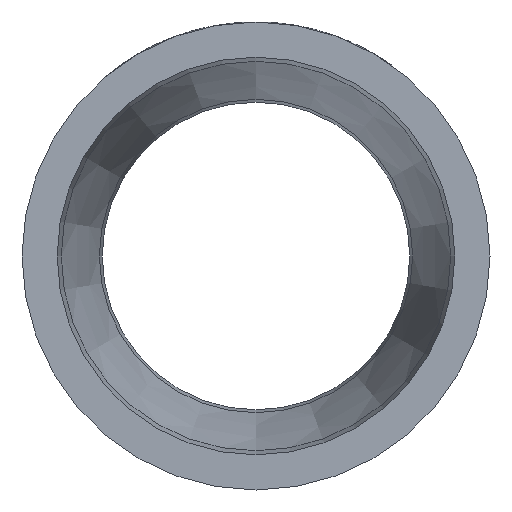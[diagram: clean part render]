
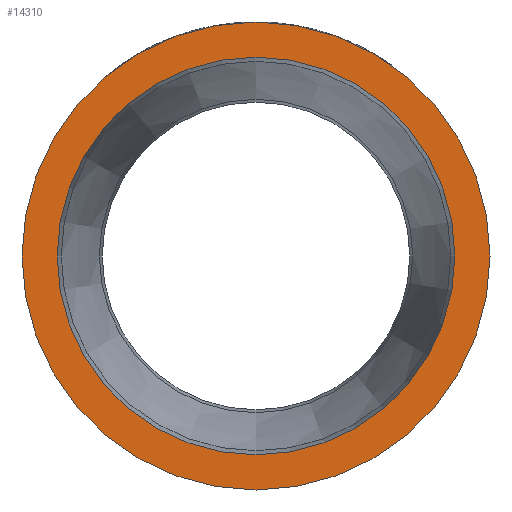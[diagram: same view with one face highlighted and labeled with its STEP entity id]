
A CAD part, front view. The second image highlights one B-rep face of the part: STEP entity #14310.
In plain terms, the highlighted planar face has unit normal (0, -1, 0).
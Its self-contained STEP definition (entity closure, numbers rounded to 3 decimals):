
#177 = CARTESIAN_POINT ( 'NONE',  ( -10.65, 0., 0. ) ) ;
#568 = EDGE_CURVE ( 'NONE', #13064, #13064, #833, .T. ) ;
#833 = CIRCLE ( 'NONE', #3542, 9.05 ) ;
#3460 = EDGE_CURVE ( 'NONE', #15116, #15116, #13596, .T. ) ;
#3542 = AXIS2_PLACEMENT_3D ( 'NONE', #15049, #4546, #9271 ) ;
#3743 = FACE_OUTER_BOUND ( 'NONE', #11766, .T. ) ;
#3820 = DIRECTION ( 'NONE',  ( 0., -1., 0. ) ) ;
#4546 = DIRECTION ( 'NONE',  ( 0., -1., 0. ) ) ;
#4983 = DIRECTION ( 'NONE',  ( 0., 1., 0. ) ) ;
#5056 = FACE_BOUND ( 'NONE', #7789, .T. ) ;
#5662 = AXIS2_PLACEMENT_3D ( 'NONE', #177, #4983, #9767 ) ;
#6838 = CARTESIAN_POINT ( 'NONE',  ( 0., 0., -10.65 ) ) ;
#7092 = CARTESIAN_POINT ( 'NONE',  ( 0., 0., 0. ) ) ;
#7789 = EDGE_LOOP ( 'NONE', ( #7927 ) ) ;
#7927 = ORIENTED_EDGE ( 'NONE', *, *, #568, .F. ) ;
#9250 = CARTESIAN_POINT ( 'NONE',  ( 0., 0., -9.05 ) ) ;
#9271 = DIRECTION ( 'NONE',  ( 0., 0., -1. ) ) ;
#9664 = ORIENTED_EDGE ( 'NONE', *, *, #3460, .T. ) ;
#9767 = DIRECTION ( 'NONE',  ( 0., 0., 1. ) ) ;
#10336 = AXIS2_PLACEMENT_3D ( 'NONE', #7092, #3820, #12789 ) ;
#11001 = PLANE ( 'NONE',  #5662 ) ;
#11766 = EDGE_LOOP ( 'NONE', ( #9664 ) ) ;
#12789 = DIRECTION ( 'NONE',  ( 0., 0., -1. ) ) ;
#13064 = VERTEX_POINT ( 'NONE', #9250 ) ;
#13596 = CIRCLE ( 'NONE', #10336, 10.65 ) ;
#14310 = ADVANCED_FACE ( 'NONE', ( #5056, #3743 ), #11001, .F. ) ;
#15049 = CARTESIAN_POINT ( 'NONE',  ( 0., 0., 0. ) ) ;
#15116 = VERTEX_POINT ( 'NONE', #6838 ) ;
